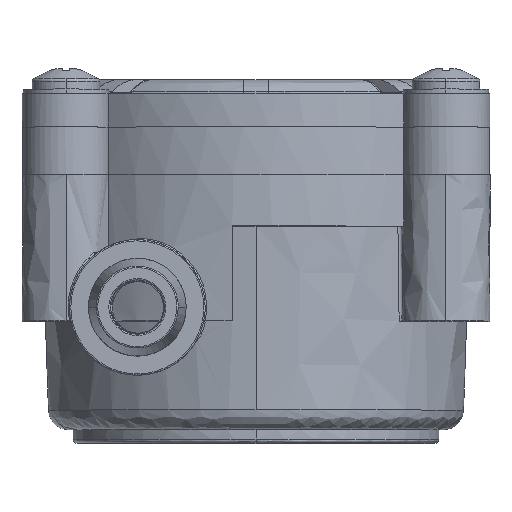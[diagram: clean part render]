
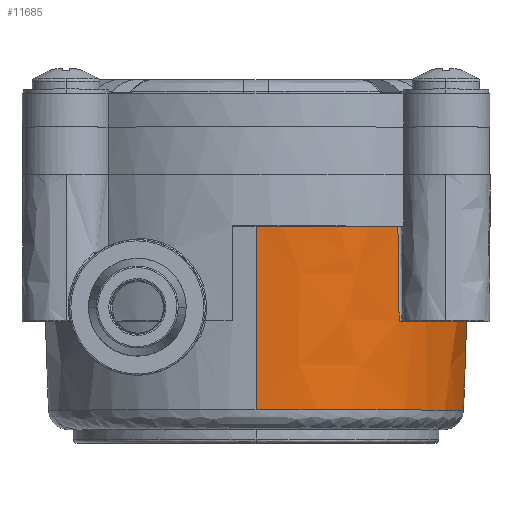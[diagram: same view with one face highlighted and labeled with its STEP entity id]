
A CAD part, top view. The second image highlights one B-rep face of the part: STEP entity #11685.
In plain terms, the highlighted free-form (B-spline) face has degree [2, 1] with [5, 2] control points.
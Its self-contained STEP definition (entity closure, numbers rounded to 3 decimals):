
#11685 = ADVANCED_FACE('',(#11686),#11794,.T.);
#11686 = FACE_BOUND('',#11687,.T.);
#11687 = EDGE_LOOP('',(#11688,#11698,#11705,#11713,#11722,#11730,#11739,
    #11747,#11756,#11764,#11773,#11781,#11788));
#11688 = ORIENTED_EDGE('',*,*,#11689,.T.);
#11689 = EDGE_CURVE('',#11690,#11692,#11694,.T.);
#11690 = VERTEX_POINT('',#11691);
#11691 = CARTESIAN_POINT('',(12.295,1.163,
    0.));
#11692 = VERTEX_POINT('',#11693);
#11693 = CARTESIAN_POINT('',(0.,1.163,
    -12.295));
#11694 = ( BOUNDED_CURVE() B_SPLINE_CURVE(2,(#11695,#11696,#11697),
.UNSPECIFIED.,.F.,.F.) B_SPLINE_CURVE_WITH_KNOTS((3,3),(3.142,
4.712),.PIECEWISE_BEZIER_KNOTS.) CURVE() 
GEOMETRIC_REPRESENTATION_ITEM() RATIONAL_B_SPLINE_CURVE((1.,
0.707,1.)) REPRESENTATION_ITEM('') );
#11695 = CARTESIAN_POINT('',(12.295,1.163,
    0.));
#11696 = CARTESIAN_POINT('',(12.295,1.163,
    -12.295));
#11697 = CARTESIAN_POINT('',(0.,1.163,
    -12.295));
#11698 = ORIENTED_EDGE('',*,*,#11699,.T.);
#11699 = EDGE_CURVE('',#11692,#11700,#11702,.T.);
#11700 = VERTEX_POINT('',#11701);
#11701 = CARTESIAN_POINT('',(0.,12.053,
    -12.675));
#11702 = B_SPLINE_CURVE_WITH_KNOTS('',1,(#11703,#11704),.UNSPECIFIED.,
  .F.,.F.,(2,2),(-13.561,0.),
  .PIECEWISE_BEZIER_KNOTS.);
#11703 = CARTESIAN_POINT('',(0.,1.163,
    -12.295));
#11704 = CARTESIAN_POINT('',(0.,12.053,
    -12.675));
#11705 = ORIENTED_EDGE('',*,*,#11706,.T.);
#11706 = EDGE_CURVE('',#11700,#11707,#11709,.T.);
#11707 = VERTEX_POINT('',#11708);
#11708 = CARTESIAN_POINT('',(8.406,12.053,
    -9.487));
#11709 = ( BOUNDED_CURVE() B_SPLINE_CURVE(2,(#11710,#11711,#11712),
.UNSPECIFIED.,.F.,.F.) B_SPLINE_CURVE_WITH_KNOTS((3,3),(3.142,
3.867),.PIECEWISE_BEZIER_KNOTS.) CURVE() 
GEOMETRIC_REPRESENTATION_ITEM() RATIONAL_B_SPLINE_CURVE((1.,
0.935,1.)) REPRESENTATION_ITEM('') );
#11710 = CARTESIAN_POINT('',(0.,12.053,
    -12.675));
#11711 = CARTESIAN_POINT('',(4.807,12.053,
    -12.675));
#11712 = CARTESIAN_POINT('',(8.406,12.053,
    -9.487));
#11713 = ORIENTED_EDGE('',*,*,#11714,.T.);
#11714 = EDGE_CURVE('',#11707,#11715,#11717,.T.);
#11715 = VERTEX_POINT('',#11716);
#11716 = CARTESIAN_POINT('',(8.477,6.429,
    -9.157));
#11717 = B_SPLINE_CURVE_WITH_KNOTS('',3,(#11718,#11719,#11720,#11721),
  .UNSPECIFIED.,.F.,.F.,(4,4),(0.,1.),.PIECEWISE_BEZIER_KNOTS.);
#11718 = CARTESIAN_POINT('',(8.406,12.053,
    -9.487));
#11719 = CARTESIAN_POINT('',(8.423,9.98,
    -9.375));
#11720 = CARTESIAN_POINT('',(8.447,8.105,
    -9.265));
#11721 = CARTESIAN_POINT('',(8.477,6.429,
    -9.157));
#11722 = ORIENTED_EDGE('',*,*,#11723,.T.);
#11723 = EDGE_CURVE('',#11715,#11724,#11726,.T.);
#11724 = VERTEX_POINT('',#11725);
#11725 = CARTESIAN_POINT('',(10.055,6.429,
    -7.39));
#11726 = ( BOUNDED_CURVE() B_SPLINE_CURVE(2,(#11727,#11728,#11729),
.UNSPECIFIED.,.F.,.F.) B_SPLINE_CURVE_WITH_KNOTS((3,3),(3.888,
4.079),.PIECEWISE_BEZIER_KNOTS.) CURVE() 
GEOMETRIC_REPRESENTATION_ITEM() RATIONAL_B_SPLINE_CURVE((1.,
0.995,1.)) REPRESENTATION_ITEM('') );
#11727 = CARTESIAN_POINT('',(8.477,6.429,
    -9.157));
#11728 = CARTESIAN_POINT('',(9.351,6.429,
    -8.349));
#11729 = CARTESIAN_POINT('',(10.055,6.429,
    -7.39));
#11730 = ORIENTED_EDGE('',*,*,#11731,.T.);
#11731 = EDGE_CURVE('',#11724,#11732,#11734,.T.);
#11732 = VERTEX_POINT('',#11733);
#11733 = CARTESIAN_POINT('',(10.375,12.053,
    -7.282));
#11734 = B_SPLINE_CURVE_WITH_KNOTS('',3,(#11735,#11736,#11737,#11738),
  .UNSPECIFIED.,.F.,.F.,(4,4),(0.,1.),.PIECEWISE_BEZIER_KNOTS.);
#11735 = CARTESIAN_POINT('',(10.055,6.429,
    -7.39));
#11736 = CARTESIAN_POINT('',(10.159,8.105,
    -7.347));
#11737 = CARTESIAN_POINT('',(10.266,9.98,
    -7.311));
#11738 = CARTESIAN_POINT('',(10.375,12.053,
    -7.282));
#11739 = ORIENTED_EDGE('',*,*,#11740,.T.);
#11740 = EDGE_CURVE('',#11732,#11741,#11743,.T.);
#11741 = VERTEX_POINT('',#11742);
#11742 = CARTESIAN_POINT('',(10.375,12.053,
    7.282));
#11743 = ( BOUNDED_CURVE() B_SPLINE_CURVE(2,(#11744,#11745,#11746),
.UNSPECIFIED.,.F.,.F.) B_SPLINE_CURVE_WITH_KNOTS((3,3),(4.1,
5.324),.PIECEWISE_BEZIER_KNOTS.) CURVE() 
GEOMETRIC_REPRESENTATION_ITEM() RATIONAL_B_SPLINE_CURVE((1.,
0.819,1.)) REPRESENTATION_ITEM('') );
#11744 = CARTESIAN_POINT('',(10.375,12.053,
    -7.282));
#11745 = CARTESIAN_POINT('',(15.485,12.053,
    0.));
#11746 = CARTESIAN_POINT('',(10.375,12.053,
    7.282));
#11747 = ORIENTED_EDGE('',*,*,#11748,.T.);
#11748 = EDGE_CURVE('',#11741,#11749,#11751,.T.);
#11749 = VERTEX_POINT('',#11750);
#11750 = CARTESIAN_POINT('',(10.055,6.429,
    7.39));
#11751 = B_SPLINE_CURVE_WITH_KNOTS('',3,(#11752,#11753,#11754,#11755),
  .UNSPECIFIED.,.F.,.F.,(4,4),(0.,1.),.PIECEWISE_BEZIER_KNOTS.);
#11752 = CARTESIAN_POINT('',(10.375,12.053,
    7.282));
#11753 = CARTESIAN_POINT('',(10.266,9.98,
    7.311));
#11754 = CARTESIAN_POINT('',(10.159,8.105,
    7.347));
#11755 = CARTESIAN_POINT('',(10.055,6.429,
    7.39));
#11756 = ORIENTED_EDGE('',*,*,#11757,.T.);
#11757 = EDGE_CURVE('',#11749,#11758,#11760,.T.);
#11758 = VERTEX_POINT('',#11759);
#11759 = CARTESIAN_POINT('',(8.477,6.429,
    9.157));
#11760 = ( BOUNDED_CURVE() B_SPLINE_CURVE(2,(#11761,#11762,#11763),
.UNSPECIFIED.,.F.,.F.) B_SPLINE_CURVE_WITH_KNOTS((3,3),(5.346,
5.536),.PIECEWISE_BEZIER_KNOTS.) CURVE() 
GEOMETRIC_REPRESENTATION_ITEM() RATIONAL_B_SPLINE_CURVE((1.,
0.995,1.)) REPRESENTATION_ITEM('') );
#11761 = CARTESIAN_POINT('',(10.055,6.429,
    7.39));
#11762 = CARTESIAN_POINT('',(9.351,6.429,
    8.349));
#11763 = CARTESIAN_POINT('',(8.477,6.429,
    9.157));
#11764 = ORIENTED_EDGE('',*,*,#11765,.T.);
#11765 = EDGE_CURVE('',#11758,#11766,#11768,.T.);
#11766 = VERTEX_POINT('',#11767);
#11767 = CARTESIAN_POINT('',(8.406,12.053,
    9.487));
#11768 = B_SPLINE_CURVE_WITH_KNOTS('',3,(#11769,#11770,#11771,#11772),
  .UNSPECIFIED.,.F.,.F.,(4,4),(0.,1.),.PIECEWISE_BEZIER_KNOTS.);
#11769 = CARTESIAN_POINT('',(8.477,6.429,
    9.157));
#11770 = CARTESIAN_POINT('',(8.447,8.105,
    9.265));
#11771 = CARTESIAN_POINT('',(8.423,9.98,
    9.375));
#11772 = CARTESIAN_POINT('',(8.406,12.053,
    9.487));
#11773 = ORIENTED_EDGE('',*,*,#11774,.T.);
#11774 = EDGE_CURVE('',#11766,#11775,#11777,.T.);
#11775 = VERTEX_POINT('',#11776);
#11776 = CARTESIAN_POINT('',(0.,12.053,12.675));
#11777 = ( BOUNDED_CURVE() B_SPLINE_CURVE(2,(#11778,#11779,#11780),
.UNSPECIFIED.,.F.,.F.) B_SPLINE_CURVE_WITH_KNOTS((3,3),(5.558,
6.283),.PIECEWISE_BEZIER_KNOTS.) CURVE() 
GEOMETRIC_REPRESENTATION_ITEM() RATIONAL_B_SPLINE_CURVE((1.,
0.935,1.)) REPRESENTATION_ITEM('') );
#11778 = CARTESIAN_POINT('',(8.406,12.053,
    9.487));
#11779 = CARTESIAN_POINT('',(4.807,12.053,
    12.675));
#11780 = CARTESIAN_POINT('',(0.,12.053,
    12.675));
#11781 = ORIENTED_EDGE('',*,*,#11782,.F.);
#11782 = EDGE_CURVE('',#11783,#11775,#11785,.T.);
#11783 = VERTEX_POINT('',#11784);
#11784 = CARTESIAN_POINT('',(0.,1.163,12.295));
#11785 = B_SPLINE_CURVE_WITH_KNOTS('',1,(#11786,#11787),.UNSPECIFIED.,
  .F.,.F.,(2,2),(-13.561,0.),
  .PIECEWISE_BEZIER_KNOTS.);
#11786 = CARTESIAN_POINT('',(0.,1.163,12.295));
#11787 = CARTESIAN_POINT('',(0.,12.053,12.675));
#11788 = ORIENTED_EDGE('',*,*,#11789,.T.);
#11789 = EDGE_CURVE('',#11783,#11690,#11790,.T.);
#11790 = ( BOUNDED_CURVE() B_SPLINE_CURVE(2,(#11791,#11792,#11793),
.UNSPECIFIED.,.F.,.F.) B_SPLINE_CURVE_WITH_KNOTS((3,3),(1.571,
3.142),.PIECEWISE_BEZIER_KNOTS.) CURVE() 
GEOMETRIC_REPRESENTATION_ITEM() RATIONAL_B_SPLINE_CURVE((1.,
0.707,1.)) REPRESENTATION_ITEM('') );
#11791 = CARTESIAN_POINT('',(0.,1.163,
    12.295));
#11792 = CARTESIAN_POINT('',(12.295,1.163,
    12.295));
#11793 = CARTESIAN_POINT('',(12.295,1.163,
    0.));
#11794 = ( BOUNDED_SURFACE() B_SPLINE_SURFACE(2,1,(
    (#11795,#11796)
    ,(#11797,#11798)
    ,(#11799,#11800)
    ,(#11801,#11802)
    ,(#11803,#11804
)),.UNSPECIFIED.,.F.,.F.,.F.) B_SPLINE_SURFACE_WITH_KNOTS((3,2,3),(2,2),
  (0.,1.571,3.142),(-13.561,0.)
,.PIECEWISE_BEZIER_KNOTS.) GEOMETRIC_REPRESENTATION_ITEM() 
RATIONAL_B_SPLINE_SURFACE((
    (1.,1.)
    ,(0.707,0.707)
    ,(1.,1.)
    ,(0.707,0.707)
,(1.,1.))) REPRESENTATION_ITEM('') SURFACE() );
#11795 = CARTESIAN_POINT('',(0.,1.163,12.295));
#11796 = CARTESIAN_POINT('',(0.,12.053,12.675));
#11797 = CARTESIAN_POINT('',(12.295,1.163,
    12.295));
#11798 = CARTESIAN_POINT('',(12.675,12.053,
    12.675));
#11799 = CARTESIAN_POINT('',(12.295,1.163,
    0.));
#11800 = CARTESIAN_POINT('',(12.675,12.053,
    0.));
#11801 = CARTESIAN_POINT('',(12.295,1.163,
    -12.295));
#11802 = CARTESIAN_POINT('',(12.675,12.053,
    -12.675));
#11803 = CARTESIAN_POINT('',(0.,1.163,
    -12.295));
#11804 = CARTESIAN_POINT('',(0.,12.053,
    -12.675));
